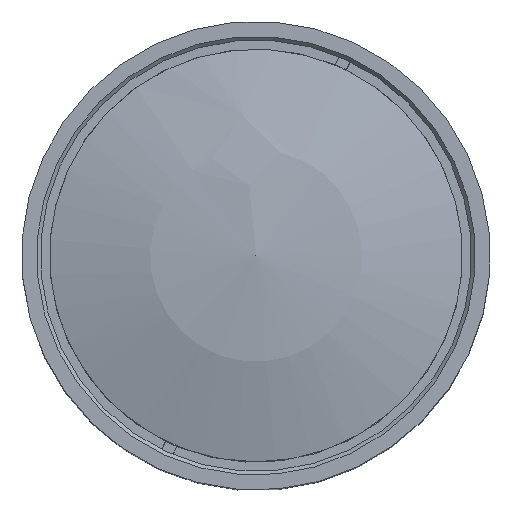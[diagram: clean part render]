
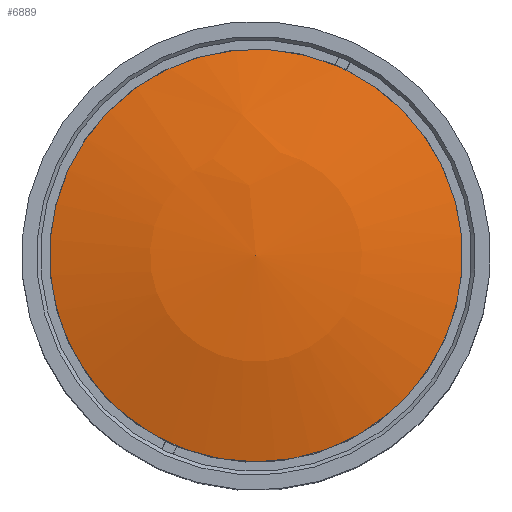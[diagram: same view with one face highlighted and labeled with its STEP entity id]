
A CAD part, top view. The second image highlights one B-rep face of the part: STEP entity #6889.
In plain terms, the highlighted spherical face has radius 59.29 mm.
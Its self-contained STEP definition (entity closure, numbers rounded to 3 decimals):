
#241=SPHERICAL_SURFACE('',#7600,59.29);
#1770=FACE_OUTER_BOUND('',#2308,.T.);
#2308=EDGE_LOOP('',(#5767));
#2744=CIRCLE('',#7601,17.);
#3331=VERTEX_POINT('',#11780);
#4179=EDGE_CURVE('',#3331,#3331,#2744,.T.);
#5767=ORIENTED_EDGE('',*,*,#4179,.F.);
#6889=ADVANCED_FACE('',(#1770),#241,.T.);
#7600=AXIS2_PLACEMENT_3D('',#11779,#9181,#9182);
#7601=AXIS2_PLACEMENT_3D('',#11781,#9183,#9184);
#9181=DIRECTION('center_axis',(0.,0.,
1.));
#9182=DIRECTION('ref_axis',(-0.095,0.995,0.));
#9183=DIRECTION('center_axis',(0.,0.,
-1.));
#9184=DIRECTION('ref_axis',(-0.095,0.995,0.));
#11779=CARTESIAN_POINT('Origin',(0.,0.,
32.232));
#11780=CARTESIAN_POINT('',(1.615,-16.923,89.033));
#11781=CARTESIAN_POINT('Origin',(0.,0.,
89.033));
